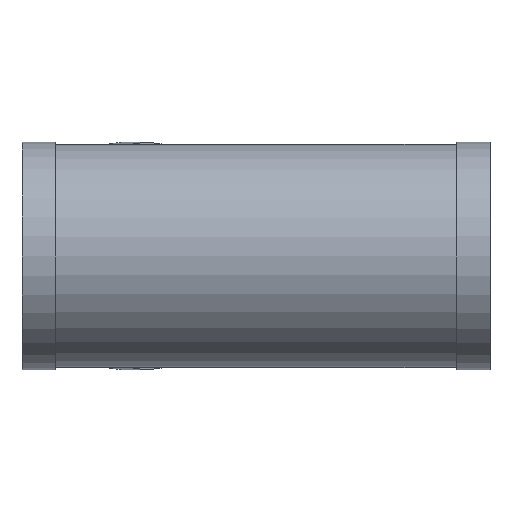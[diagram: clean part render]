
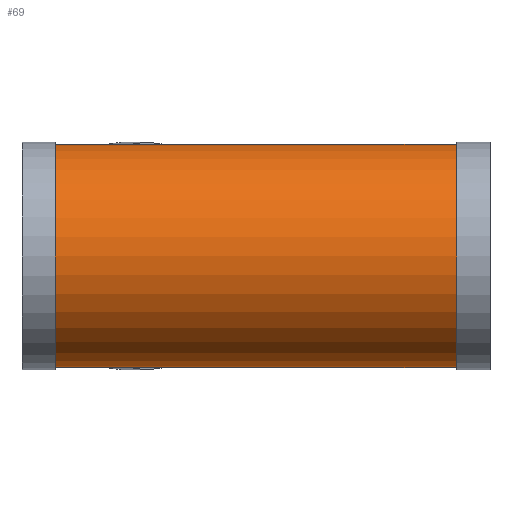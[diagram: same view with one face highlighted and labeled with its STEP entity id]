
A CAD part, front view. The second image highlights one B-rep face of the part: STEP entity #69.
In plain terms, the highlighted cylindrical face has radius 125 mm (diameter 250 mm), a full revolution.
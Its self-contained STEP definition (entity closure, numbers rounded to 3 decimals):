
#69 = ADVANCED_FACE( '', ( #151, #152, #153 ), #154, .T. );
#151 = FACE_OUTER_BOUND( '', #236, .T. );
#152 = FACE_BOUND( '', #237, .T. );
#153 = FACE_OUTER_BOUND( '', #238, .T. );
#154 = CYLINDRICAL_SURFACE( '', #239, 125. );
#236 = EDGE_LOOP( '', ( #344 ) );
#237 = EDGE_LOOP( '', ( #345, #346 ) );
#238 = EDGE_LOOP( '', ( #347 ) );
#239 = AXIS2_PLACEMENT_3D( '', #348, #349, #350 );
#344 = ORIENTED_EDGE( '', *, *, #415, .T. );
#345 = ORIENTED_EDGE( '', *, *, #406, .F. );
#346 = ORIENTED_EDGE( '', *, *, #407, .F. );
#347 = ORIENTED_EDGE( '', *, *, #395, .F. );
#348 = CARTESIAN_POINT( '', ( 262., 0., 0. ) );
#349 = DIRECTION( '', ( -1., 0., 0. ) );
#350 = DIRECTION( '', ( 0., 0., -1. ) );
#395 = EDGE_CURVE( '', #444, #444, #445, .T. );
#406 = EDGE_CURVE( '', #462, #463, #464, .F. );
#407 = EDGE_CURVE( '', #463, #462, #465, .F. );
#415 = EDGE_CURVE( '', #476, #476, #477, .T. );
#444 = VERTEX_POINT( '', #507 );
#445 = CIRCLE( '', #508, 125. );
#462 = VERTEX_POINT( '', #525 );
#463 = VERTEX_POINT( '', #526 );
#464 = ELLIPSE( '', #527, 326.641, 125. );
#465 = ELLIPSE( '', #528, 135.299, 125. );
#476 = VERTEX_POINT( '', #539 );
#477 = CIRCLE( '', #540, 125. );
#507 = CARTESIAN_POINT( '', ( 224.5, 0., -125. ) );
#508 = AXIS2_PLACEMENT_3D( '', #572, #573, #574 );
#525 = CARTESIAN_POINT( '', ( 125., 0., -125. ) );
#526 = CARTESIAN_POINT( '', ( 125., 0., 125. ) );
#527 = AXIS2_PLACEMENT_3D( '', #593, #594, #595 );
#528 = AXIS2_PLACEMENT_3D( '', #596, #597, #598 );
#539 = CARTESIAN_POINT( '', ( -224.5, 0., -125. ) );
#540 = AXIS2_PLACEMENT_3D( '', #608, #609, #610 );
#572 = CARTESIAN_POINT( '', ( 224.5, 0., 0. ) );
#573 = DIRECTION( '', ( 1., 0., 0. ) );
#574 = DIRECTION( '', ( 0., 0., -1. ) );
#593 = CARTESIAN_POINT( '', ( 125., 0., 0. ) );
#594 = DIRECTION( '', ( -0.383, -0.924, 0. ) );
#595 = DIRECTION( '', ( 0.924, -0.383, 0. ) );
#596 = CARTESIAN_POINT( '', ( 125., 0., 0. ) );
#597 = DIRECTION( '', ( 0.924, -0.383, 0. ) );
#598 = DIRECTION( '', ( -0.383, -0.924, 0. ) );
#608 = CARTESIAN_POINT( '', ( -224.5, 0., 0. ) );
#609 = DIRECTION( '', ( 1., 0., 0. ) );
#610 = DIRECTION( '', ( 0., 0., -1. ) );
